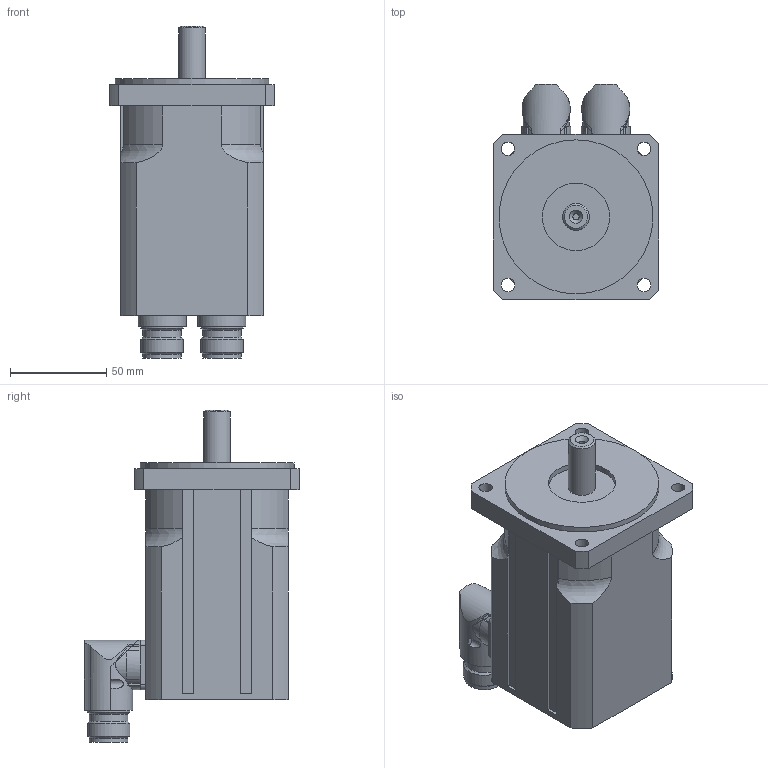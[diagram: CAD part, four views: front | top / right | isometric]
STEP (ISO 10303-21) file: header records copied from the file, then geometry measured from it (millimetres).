
FILE_DESCRIPTION((''),'2;1');
FILE_NAME('N3111 00 B Z_0115_S2.stp','2010-02-01T11:41:48',('oslejsek'),(''),'Autodesk Inventor 10','Autodesk Inventor 10','');
FILE_SCHEMA(('AUTOMOTIVE_DESIGN { 1 0 10303 214 1 1 1 1 }'));
Length unit declared in the file: millimetre
Products named in the file (3): N3111 00 B Z_0115_S2; N3111 00 B_0115; Konektor zahnuty neotocny
Assembly tree (3 placements, depth 2):
  N3111 00 B Z_0115_S2
    N3111 00 B_0115
    Konektor zahnuty neotocny  x2
Bounding box: 86 x 112 x 172.5 mm (x, y, z)
Volume: 707965.3 mm3; surface area: 70689.3 mm2
Topology: 3 solids, 3 shells, 197 faces, 534 edges, 354 vertices
Faces by surface type: cylinder 101, plane 64, bspline 21, cone 7, torus 4
Full cylindrical faces by diameter (mm): 2.7 x8, 14 x1, 20 x6, 22 x4, 35 x1, 80 x1
Entity records: 4804 total; most frequent: CARTESIAN_POINT 1570, DIRECTION 657, ORIENTED_EDGE 636, EDGE_CURVE 318, AXIS2_PLACEMENT_3D 255, VERTEX_POINT 226, EDGE_LOOP 178, VECTOR 147
